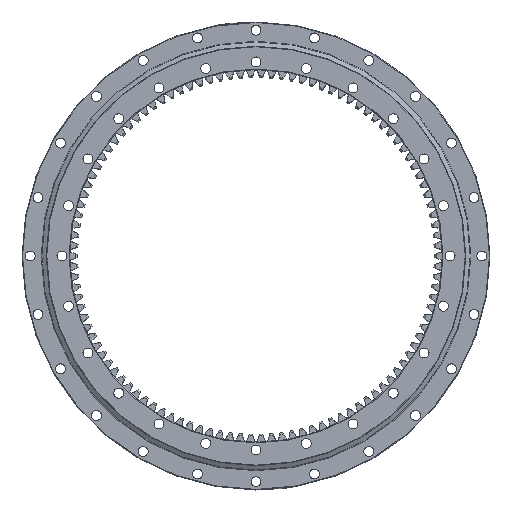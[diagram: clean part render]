
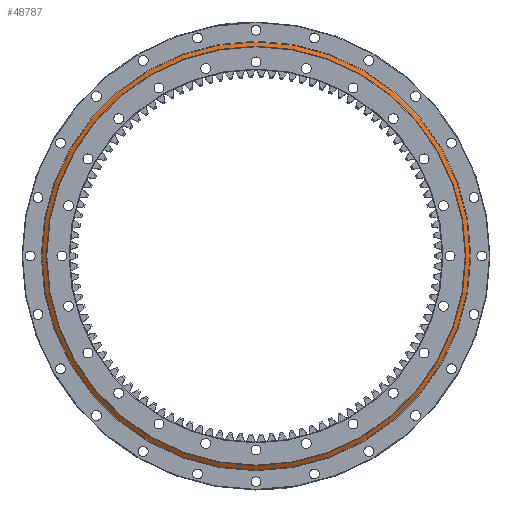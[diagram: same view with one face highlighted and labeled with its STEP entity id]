
A CAD part, top view. The second image highlights one B-rep face of the part: STEP entity #48787.
In plain terms, the highlighted conical face has half-angle 58.57 degrees and reference radius 381 mm.
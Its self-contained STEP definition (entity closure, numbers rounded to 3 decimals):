
#835 = DIRECTION ( 'NONE',  ( 0., -1., 0. ) ) ;
#4314 = AXIS2_PLACEMENT_3D ( 'NONE', #42022, #22312, #5859 ) ;
#5859 = DIRECTION ( 'NONE',  ( 0., 0., -1. ) ) ;
#7489 = CONICAL_SURFACE ( 'NONE', #19709, 381., 1.022 ) ;
#12826 = DIRECTION ( 'NONE',  ( 0., 0., -1. ) ) ;
#13340 = DIRECTION ( 'NONE',  ( 0., -1., 0. ) ) ;
#13744 = AXIS2_PLACEMENT_3D ( 'NONE', #37289, #13340, #12826 ) ;
#15732 = EDGE_CURVE ( 'NONE', #27372, #27372, #29395, .T. ) ;
#16538 = DIRECTION ( 'NONE',  ( 0., 0., -1. ) ) ;
#19709 = AXIS2_PLACEMENT_3D ( 'NONE', #37294, #835, #16538 ) ;
#20734 = EDGE_LOOP ( 'NONE', ( #46384 ) ) ;
#22312 = DIRECTION ( 'NONE',  ( 0., -1., 0. ) ) ;
#24374 = ORIENTED_EDGE ( 'NONE', *, *, #28023, .F. ) ;
#26730 = VERTEX_POINT ( 'NONE', #38044 ) ;
#27372 = VERTEX_POINT ( 'NONE', #46242 ) ;
#28023 = EDGE_CURVE ( 'NONE', #26730, #26730, #29780, .T. ) ;
#29395 = CIRCLE ( 'NONE', #13744, 381. ) ;
#29780 = CIRCLE ( 'NONE', #4314, 388.544 ) ;
#32811 = FACE_OUTER_BOUND ( 'NONE', #42995, .T. ) ;
#35973 = FACE_BOUND ( 'NONE', #20734, .T. ) ;
#37289 = CARTESIAN_POINT ( 'NONE',  ( 374., 2., 0. ) ) ;
#37294 = CARTESIAN_POINT ( 'NONE',  ( 374., 2., 0. ) ) ;
#38044 = CARTESIAN_POINT ( 'NONE',  ( 374., -2.61, -388.544 ) ) ;
#42022 = CARTESIAN_POINT ( 'NONE',  ( 374., -2.61, 0. ) ) ;
#42995 = EDGE_LOOP ( 'NONE', ( #24374 ) ) ;
#46242 = CARTESIAN_POINT ( 'NONE',  ( 374., 2., -381. ) ) ;
#46384 = ORIENTED_EDGE ( 'NONE', *, *, #15732, .T. ) ;
#48787 = ADVANCED_FACE ( 'NONE', ( #32811, #35973 ), #7489, .T. ) ;
